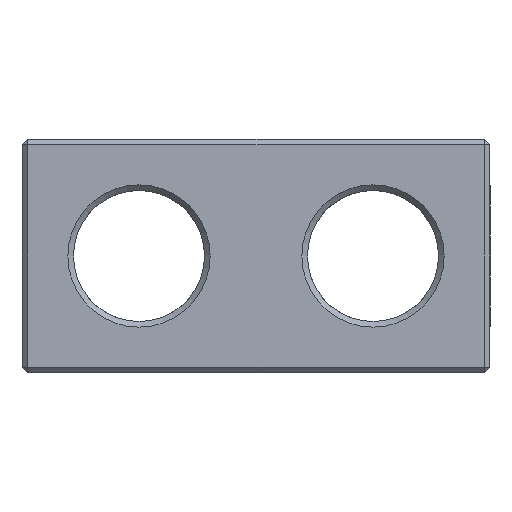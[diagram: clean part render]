
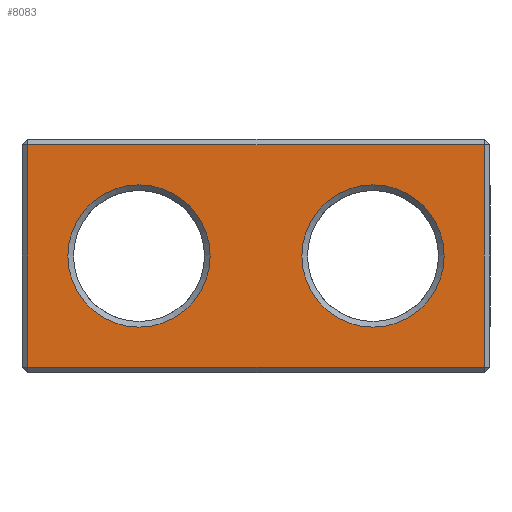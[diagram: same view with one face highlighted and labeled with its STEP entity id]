
A CAD part, left-side view. The second image highlights one B-rep face of the part: STEP entity #8083.
In plain terms, the highlighted planar face has unit normal (-1, 0, 0).
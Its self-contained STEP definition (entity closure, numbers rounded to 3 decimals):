
#345 = PLANE('',#346);
#346 = AXIS2_PLACEMENT_3D('',#347,#348,#349);
#347 = CARTESIAN_POINT('',(-131.1,18.75,0.15));
#348 = DIRECTION('',(-0.707,0.,-0.707
    ));
#349 = DIRECTION('',(0.,1.,0.));
#2289 = VERTEX_POINT('',#2290);
#2290 = CARTESIAN_POINT('',(-131.25,18.45,0.3));
#2311 = EDGE_CURVE('',#2289,#2312,#2314,.T.);
#2312 = VERTEX_POINT('',#2313);
#2313 = CARTESIAN_POINT('',(-131.25,-5.95,0.3));
#2314 = SURFACE_CURVE('',#2315,(#2319,#2326),.PCURVE_S1.);
#2315 = LINE('',#2316,#2317);
#2316 = CARTESIAN_POINT('',(-131.25,18.75,0.3));
#2317 = VECTOR('',#2318,1.);
#2318 = DIRECTION('',(0.,-1.,0.));
#2319 = PCURVE('',#345,#2320);
#2320 = DEFINITIONAL_REPRESENTATION('',(#2321),#2325);
#2321 = LINE('',#2322,#2323);
#2322 = CARTESIAN_POINT('',(0.,-0.212));
#2323 = VECTOR('',#2324,1.);
#2324 = DIRECTION('',(-1.,0.));
#2325 = ( GEOMETRIC_REPRESENTATION_CONTEXT(2) 
PARAMETRIC_REPRESENTATION_CONTEXT() REPRESENTATION_CONTEXT('2D SPACE',''
  ) );
#2326 = PCURVE('',#2327,#2332);
#2327 = PLANE('',#2328);
#2328 = AXIS2_PLACEMENT_3D('',#2329,#2330,#2331);
#2329 = CARTESIAN_POINT('',(-131.25,18.75,0.));
#2330 = DIRECTION('',(1.,0.,0.));
#2331 = DIRECTION('',(0.,-1.,0.));
#2332 = DEFINITIONAL_REPRESENTATION('',(#2333),#2337);
#2333 = LINE('',#2334,#2335);
#2334 = CARTESIAN_POINT('',(0.,-0.3));
#2335 = VECTOR('',#2336,1.);
#2336 = DIRECTION('',(1.,0.));
#2337 = ( GEOMETRIC_REPRESENTATION_CONTEXT(2) 
PARAMETRIC_REPRESENTATION_CONTEXT() REPRESENTATION_CONTEXT('2D SPACE',''
  ) );
#6681 = PLANE('',#6682);
#6682 = AXIS2_PLACEMENT_3D('',#6683,#6684,#6685);
#6683 = CARTESIAN_POINT('',(-131.1,18.6,0.));
#6684 = DIRECTION('',(-0.707,0.707,0.));
#6685 = DIRECTION('',(-0.,-0.,-1.));
#7651 = PLANE('',#7652);
#7652 = AXIS2_PLACEMENT_3D('',#7653,#7654,#7655);
#7653 = CARTESIAN_POINT('',(-131.1,-6.1,0.));
#7654 = DIRECTION('',(-0.707,-0.707,0.));
#7655 = DIRECTION('',(-0.,-0.,-1.));
#8083 = ADVANCED_FACE('',(#8084,#8159,#8194),#2327,.F.);
#8084 = FACE_BOUND('',#8085,.F.);
#8085 = EDGE_LOOP('',(#8086,#8116,#8137,#8138));
#8086 = ORIENTED_EDGE('',*,*,#8087,.T.);
#8087 = EDGE_CURVE('',#8088,#8090,#8092,.T.);
#8088 = VERTEX_POINT('',#8089);
#8089 = CARTESIAN_POINT('',(-131.25,18.45,12.2));
#8090 = VERTEX_POINT('',#8091);
#8091 = CARTESIAN_POINT('',(-131.25,-5.95,12.2));
#8092 = SURFACE_CURVE('',#8093,(#8097,#8104),.PCURVE_S1.);
#8093 = LINE('',#8094,#8095);
#8094 = CARTESIAN_POINT('',(-131.25,18.75,12.2));
#8095 = VECTOR('',#8096,1.);
#8096 = DIRECTION('',(0.,-1.,0.));
#8097 = PCURVE('',#2327,#8098);
#8098 = DEFINITIONAL_REPRESENTATION('',(#8099),#8103);
#8099 = LINE('',#8100,#8101);
#8100 = CARTESIAN_POINT('',(0.,-12.2));
#8101 = VECTOR('',#8102,1.);
#8102 = DIRECTION('',(1.,0.));
#8103 = ( GEOMETRIC_REPRESENTATION_CONTEXT(2) 
PARAMETRIC_REPRESENTATION_CONTEXT() REPRESENTATION_CONTEXT('2D SPACE',''
  ) );
#8104 = PCURVE('',#8105,#8110);
#8105 = PLANE('',#8106);
#8106 = AXIS2_PLACEMENT_3D('',#8107,#8108,#8109);
#8107 = CARTESIAN_POINT('',(-131.1,18.75,12.35));
#8108 = DIRECTION('',(0.707,0.,-0.707));
#8109 = DIRECTION('',(0.,1.,0.));
#8110 = DEFINITIONAL_REPRESENTATION('',(#8111),#8115);
#8111 = LINE('',#8112,#8113);
#8112 = CARTESIAN_POINT('',(-0.,-0.212));
#8113 = VECTOR('',#8114,1.);
#8114 = DIRECTION('',(-1.,0.));
#8115 = ( GEOMETRIC_REPRESENTATION_CONTEXT(2) 
PARAMETRIC_REPRESENTATION_CONTEXT() REPRESENTATION_CONTEXT('2D SPACE',''
  ) );
#8116 = ORIENTED_EDGE('',*,*,#8117,.F.);
#8117 = EDGE_CURVE('',#2312,#8090,#8118,.T.);
#8118 = SURFACE_CURVE('',#8119,(#8123,#8130),.PCURVE_S1.);
#8119 = LINE('',#8120,#8121);
#8120 = CARTESIAN_POINT('',(-131.25,-5.95,0.));
#8121 = VECTOR('',#8122,1.);
#8122 = DIRECTION('',(0.,0.,1.));
#8123 = PCURVE('',#2327,#8124);
#8124 = DEFINITIONAL_REPRESENTATION('',(#8125),#8129);
#8125 = LINE('',#8126,#8127);
#8126 = CARTESIAN_POINT('',(24.7,0.));
#8127 = VECTOR('',#8128,1.);
#8128 = DIRECTION('',(0.,-1.));
#8129 = ( GEOMETRIC_REPRESENTATION_CONTEXT(2) 
PARAMETRIC_REPRESENTATION_CONTEXT() REPRESENTATION_CONTEXT('2D SPACE',''
  ) );
#8130 = PCURVE('',#7651,#8131);
#8131 = DEFINITIONAL_REPRESENTATION('',(#8132),#8136);
#8132 = LINE('',#8133,#8134);
#8133 = CARTESIAN_POINT('',(-0.,-0.212));
#8134 = VECTOR('',#8135,1.);
#8135 = DIRECTION('',(-1.,0.));
#8136 = ( GEOMETRIC_REPRESENTATION_CONTEXT(2) 
PARAMETRIC_REPRESENTATION_CONTEXT() REPRESENTATION_CONTEXT('2D SPACE',''
  ) );
#8137 = ORIENTED_EDGE('',*,*,#2311,.F.);
#8138 = ORIENTED_EDGE('',*,*,#8139,.T.);
#8139 = EDGE_CURVE('',#2289,#8088,#8140,.T.);
#8140 = SURFACE_CURVE('',#8141,(#8145,#8152),.PCURVE_S1.);
#8141 = LINE('',#8142,#8143);
#8142 = CARTESIAN_POINT('',(-131.25,18.45,0.));
#8143 = VECTOR('',#8144,1.);
#8144 = DIRECTION('',(0.,0.,1.));
#8145 = PCURVE('',#2327,#8146);
#8146 = DEFINITIONAL_REPRESENTATION('',(#8147),#8151);
#8147 = LINE('',#8148,#8149);
#8148 = CARTESIAN_POINT('',(0.3,0.));
#8149 = VECTOR('',#8150,1.);
#8150 = DIRECTION('',(0.,-1.));
#8151 = ( GEOMETRIC_REPRESENTATION_CONTEXT(2) 
PARAMETRIC_REPRESENTATION_CONTEXT() REPRESENTATION_CONTEXT('2D SPACE',''
  ) );
#8152 = PCURVE('',#6681,#8153);
#8153 = DEFINITIONAL_REPRESENTATION('',(#8154),#8158);
#8154 = LINE('',#8155,#8156);
#8155 = CARTESIAN_POINT('',(-0.,0.212));
#8156 = VECTOR('',#8157,1.);
#8157 = DIRECTION('',(-1.,0.));
#8158 = ( GEOMETRIC_REPRESENTATION_CONTEXT(2) 
PARAMETRIC_REPRESENTATION_CONTEXT() REPRESENTATION_CONTEXT('2D SPACE',''
  ) );
#8159 = FACE_BOUND('',#8160,.F.);
#8160 = EDGE_LOOP('',(#8161));
#8161 = ORIENTED_EDGE('',*,*,#8162,.T.);
#8162 = EDGE_CURVE('',#8163,#8163,#8165,.T.);
#8163 = VERTEX_POINT('',#8164);
#8164 = CARTESIAN_POINT('',(-131.25,12.5,10.05));
#8165 = SURFACE_CURVE('',#8166,(#8171,#8182),.PCURVE_S1.);
#8166 = CIRCLE('',#8167,3.8);
#8167 = AXIS2_PLACEMENT_3D('',#8168,#8169,#8170);
#8168 = CARTESIAN_POINT('',(-131.25,12.5,6.25));
#8169 = DIRECTION('',(-1.,0.,0.));
#8170 = DIRECTION('',(0.,0.,1.));
#8171 = PCURVE('',#2327,#8172);
#8172 = DEFINITIONAL_REPRESENTATION('',(#8173),#8181);
#8173 = ( BOUNDED_CURVE() B_SPLINE_CURVE(2,(#8174,#8175,#8176,#8177,
#8178,#8179,#8180),.UNSPECIFIED.,.T.,.F.) B_SPLINE_CURVE_WITH_KNOTS((1,2
    ,2,2,2,1),(-2.094,0.,2.094,4.189,
6.283,8.378),.UNSPECIFIED.) CURVE() 
GEOMETRIC_REPRESENTATION_ITEM() RATIONAL_B_SPLINE_CURVE((1.,0.5,1.,0.5,
1.,0.5,1.)) REPRESENTATION_ITEM('') );
#8174 = CARTESIAN_POINT('',(6.25,-10.05));
#8175 = CARTESIAN_POINT('',(-0.332,-10.05));
#8176 = CARTESIAN_POINT('',(2.959,-4.35));
#8177 = CARTESIAN_POINT('',(6.25,1.35));
#8178 = CARTESIAN_POINT('',(9.541,-4.35));
#8179 = CARTESIAN_POINT('',(12.832,-10.05));
#8180 = CARTESIAN_POINT('',(6.25,-10.05));
#8181 = ( GEOMETRIC_REPRESENTATION_CONTEXT(2) 
PARAMETRIC_REPRESENTATION_CONTEXT() REPRESENTATION_CONTEXT('2D SPACE',''
  ) );
#8182 = PCURVE('',#8183,#8188);
#8183 = CONICAL_SURFACE('',#8184,3.5,0.785);
#8184 = AXIS2_PLACEMENT_3D('',#8185,#8186,#8187);
#8185 = CARTESIAN_POINT('',(-130.95,12.5,6.25));
#8186 = DIRECTION('',(-1.,-0.,0.));
#8187 = DIRECTION('',(0.,0.,1.));
#8188 = DEFINITIONAL_REPRESENTATION('',(#8189),#8193);
#8189 = LINE('',#8190,#8191);
#8190 = CARTESIAN_POINT('',(0.,0.3));
#8191 = VECTOR('',#8192,1.);
#8192 = DIRECTION('',(1.,0.));
#8193 = ( GEOMETRIC_REPRESENTATION_CONTEXT(2) 
PARAMETRIC_REPRESENTATION_CONTEXT() REPRESENTATION_CONTEXT('2D SPACE',''
  ) );
#8194 = FACE_BOUND('',#8195,.F.);
#8195 = EDGE_LOOP('',(#8196));
#8196 = ORIENTED_EDGE('',*,*,#8197,.T.);
#8197 = EDGE_CURVE('',#8198,#8198,#8200,.T.);
#8198 = VERTEX_POINT('',#8199);
#8199 = CARTESIAN_POINT('',(-131.25,0.,10.05)
  );
#8200 = SURFACE_CURVE('',#8201,(#8206,#8217),.PCURVE_S1.);
#8201 = CIRCLE('',#8202,3.8);
#8202 = AXIS2_PLACEMENT_3D('',#8203,#8204,#8205);
#8203 = CARTESIAN_POINT('',(-131.25,0.,6.25));
#8204 = DIRECTION('',(-1.,0.,0.));
#8205 = DIRECTION('',(0.,0.,1.));
#8206 = PCURVE('',#2327,#8207);
#8207 = DEFINITIONAL_REPRESENTATION('',(#8208),#8216);
#8208 = ( BOUNDED_CURVE() B_SPLINE_CURVE(2,(#8209,#8210,#8211,#8212,
#8213,#8214,#8215),.UNSPECIFIED.,.T.,.F.) B_SPLINE_CURVE_WITH_KNOTS((1,2
    ,2,2,2,1),(-2.094,0.,2.094,4.189,
6.283,8.378),.UNSPECIFIED.) CURVE() 
GEOMETRIC_REPRESENTATION_ITEM() RATIONAL_B_SPLINE_CURVE((1.,0.5,1.,0.5,
1.,0.5,1.)) REPRESENTATION_ITEM('') );
#8209 = CARTESIAN_POINT('',(18.75,-10.05));
#8210 = CARTESIAN_POINT('',(12.168,-10.05));
#8211 = CARTESIAN_POINT('',(15.459,-4.35));
#8212 = CARTESIAN_POINT('',(18.75,1.35));
#8213 = CARTESIAN_POINT('',(22.041,-4.35));
#8214 = CARTESIAN_POINT('',(25.332,-10.05));
#8215 = CARTESIAN_POINT('',(18.75,-10.05));
#8216 = ( GEOMETRIC_REPRESENTATION_CONTEXT(2) 
PARAMETRIC_REPRESENTATION_CONTEXT() REPRESENTATION_CONTEXT('2D SPACE',''
  ) );
#8217 = PCURVE('',#8218,#8223);
#8218 = CONICAL_SURFACE('',#8219,3.5,0.785);
#8219 = AXIS2_PLACEMENT_3D('',#8220,#8221,#8222);
#8220 = CARTESIAN_POINT('',(-130.95,0.,6.25));
#8221 = DIRECTION('',(-1.,-0.,-0.));
#8222 = DIRECTION('',(0.,0.,1.));
#8223 = DEFINITIONAL_REPRESENTATION('',(#8224),#8228);
#8224 = LINE('',#8225,#8226);
#8225 = CARTESIAN_POINT('',(0.,0.3));
#8226 = VECTOR('',#8227,1.);
#8227 = DIRECTION('',(1.,0.));
#8228 = ( GEOMETRIC_REPRESENTATION_CONTEXT(2) 
PARAMETRIC_REPRESENTATION_CONTEXT() REPRESENTATION_CONTEXT('2D SPACE',''
  ) );
